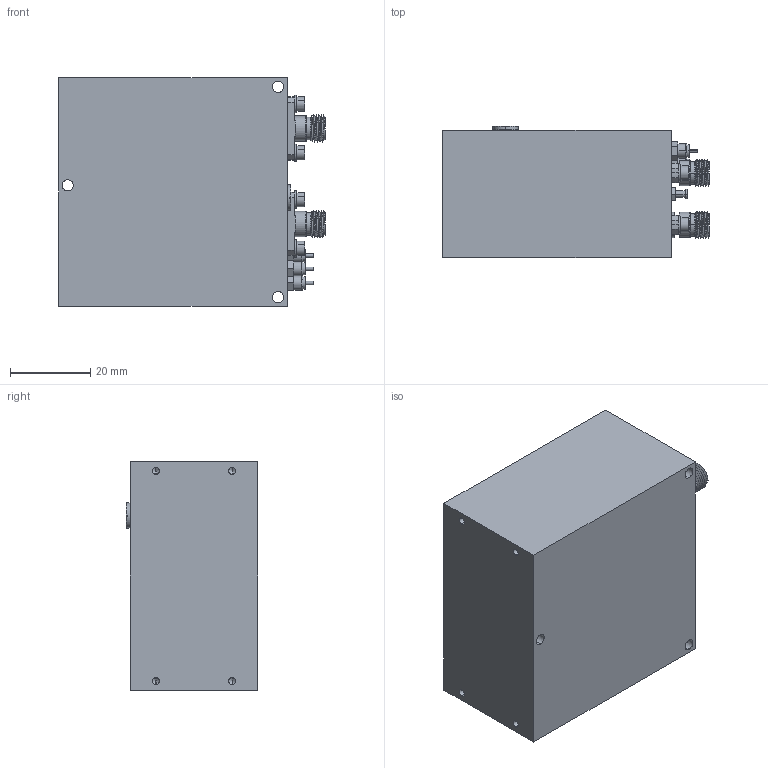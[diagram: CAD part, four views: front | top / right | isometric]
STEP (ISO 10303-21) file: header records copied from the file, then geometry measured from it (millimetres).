
FILE_DESCRIPTION (( 'STEP AP203' ), '1' );
FILE_NAME ('SOP-24310113-KF-1I.STEP', '2019-04-11T00:27:18', ( '' ), ( '' ), 'SwSTEP 2.0', 'SolidWorks 2016', '' );
FILE_SCHEMA (( 'CONFIG_CONTROL_DESIGN' ));
Products named in the file (1): SOP-24310113-KF-1I
Bounding box: 66.67 x 32.77 x 57.15 mm (x, y, z)
Volume: 104765.7 mm3; surface area: 18255.8 mm2
Topology: 23 solids, 23 shells, 1011 faces, 2579 edges, 1650 vertices
Faces by surface type: cylinder 591, plane 234, cone 138, bspline 34, torus 14
Entity records: 49810 total; most frequent: CARTESIAN_POINT 27876, ORIENTED_EDGE 5134, DIRECTION 4016, EDGE_CURVE 2567, VERTEX_POINT 1650, AXIS2_PLACEMENT_3D 1500, EDGE_LOOP 1085, VECTOR 1016
